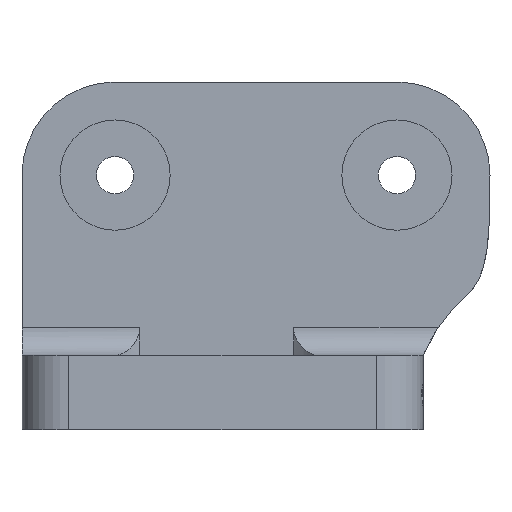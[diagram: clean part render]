
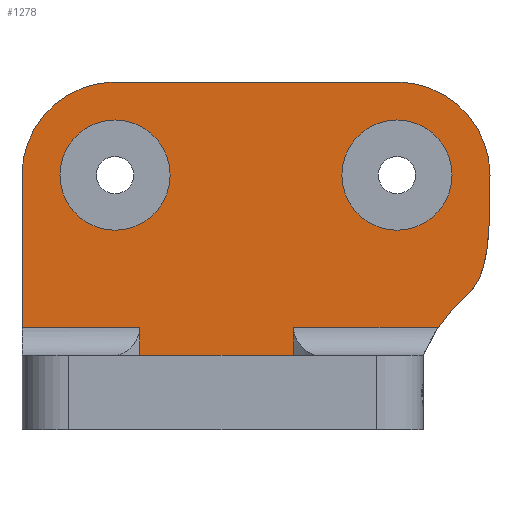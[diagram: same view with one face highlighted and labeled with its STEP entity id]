
A CAD part, left-side view. The second image highlights one B-rep face of the part: STEP entity #1278.
In plain terms, the highlighted planar face has unit normal (-1, 0, 0).
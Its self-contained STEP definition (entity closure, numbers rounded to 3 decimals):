
#20=FACE_BOUND('',#172,.T.);
#21=FACE_BOUND('',#173,.T.);
#30=(
BOUNDED_CURVE()
B_SPLINE_CURVE(5,(#4376,#4377,#4378,#4379,#4380,#4381,#4382,#4383,#4384,
#4385,#4386,#4387,#4388,#4389),.UNSPECIFIED.,.F.,.F.)
B_SPLINE_CURVE_WITH_KNOTS((6,1,1,1,1,1,1,1,1,6),(-0.845,-0.8,
-0.7,-0.6,-0.5,-0.4,-0.3,-0.2,-0.1,0.),.UNSPECIFIED.)
CURVE()
GEOMETRIC_REPRESENTATION_ITEM()
RATIONAL_B_SPLINE_CURVE((1.,1.,1.,1.,1.,1.,1.,1.,1.,1.,1.,1.,1.,1.))
REPRESENTATION_ITEM('')
);
#34=PLANE('',#1373);
#98=FACE_OUTER_BOUND('',#171,.T.);
#171=EDGE_LOOP('',(#1038,#1039,#1040,#1041,#1042,#1043,#1044,#1045,#1046,
#1047));
#172=EDGE_LOOP('',(#1048));
#173=EDGE_LOOP('',(#1049));
#224=CIRCLE('',#1374,10.);
#225=CIRCLE('',#1375,10.);
#226=CIRCLE('',#1376,5.925);
#227=CIRCLE('',#1377,5.925);
#361=LINE('',#4331,#434);
#367=LINE('',#4372,#440);
#368=LINE('',#4393,#441);
#369=LINE('',#4396,#442);
#370=LINE('',#4398,#443);
#371=LINE('',#4400,#444);
#372=LINE('',#4401,#445);
#434=VECTOR('',#1550,10.);
#440=VECTOR('',#1564,10.);
#441=VECTOR('',#1571,10.);
#442=VECTOR('',#1574,10.);
#443=VECTOR('',#1575,10.);
#444=VECTOR('',#1576,10.);
#445=VECTOR('',#1577,10.);
#556=VERTEX_POINT('',#4314);
#558=VERTEX_POINT('',#4330);
#564=VERTEX_POINT('',#4358);
#565=VERTEX_POINT('',#4371);
#566=VERTEX_POINT('',#4375);
#567=VERTEX_POINT('',#4390);
#568=VERTEX_POINT('',#4392);
#569=VERTEX_POINT('',#4394);
#570=VERTEX_POINT('',#4397);
#571=VERTEX_POINT('',#4399);
#572=VERTEX_POINT('',#4402);
#573=VERTEX_POINT('',#4404);
#723=EDGE_CURVE('',#556,#558,#361,.T.);
#733=EDGE_CURVE('',#564,#565,#367,.T.);
#735=EDGE_CURVE('',#556,#566,#30,.T.);
#736=EDGE_CURVE('',#567,#566,#224,.T.);
#737=EDGE_CURVE('',#568,#567,#368,.T.);
#738=EDGE_CURVE('',#569,#568,#225,.T.);
#739=EDGE_CURVE('',#569,#565,#369,.T.);
#740=EDGE_CURVE('',#564,#570,#370,.T.);
#741=EDGE_CURVE('',#570,#571,#371,.T.);
#742=EDGE_CURVE('',#571,#558,#372,.T.);
#743=EDGE_CURVE('',#572,#572,#226,.T.);
#744=EDGE_CURVE('',#573,#573,#227,.T.);
#1038=ORIENTED_EDGE('',*,*,#723,.F.);
#1039=ORIENTED_EDGE('',*,*,#735,.T.);
#1040=ORIENTED_EDGE('',*,*,#736,.F.);
#1041=ORIENTED_EDGE('',*,*,#737,.F.);
#1042=ORIENTED_EDGE('',*,*,#738,.F.);
#1043=ORIENTED_EDGE('',*,*,#739,.T.);
#1044=ORIENTED_EDGE('',*,*,#733,.F.);
#1045=ORIENTED_EDGE('',*,*,#740,.T.);
#1046=ORIENTED_EDGE('',*,*,#741,.T.);
#1047=ORIENTED_EDGE('',*,*,#742,.T.);
#1048=ORIENTED_EDGE('',*,*,#743,.T.);
#1049=ORIENTED_EDGE('',*,*,#744,.T.);
#1278=ADVANCED_FACE('',(#98,#20,#21),#34,.F.);
#1373=AXIS2_PLACEMENT_3D('',#4374,#1567,#1568);
#1374=AXIS2_PLACEMENT_3D('',#4391,#1569,#1570);
#1375=AXIS2_PLACEMENT_3D('',#4395,#1572,#1573);
#1376=AXIS2_PLACEMENT_3D('',#4403,#1578,#1579);
#1377=AXIS2_PLACEMENT_3D('',#4405,#1580,#1581);
#1550=DIRECTION('',(0.,1.,0.));
#1564=DIRECTION('',(0.,1.,0.));
#1567=DIRECTION('center_axis',(1.,0.,0.));
#1568=DIRECTION('ref_axis',(0.,0.,-1.));
#1569=DIRECTION('center_axis',(1.,0.,0.));
#1570=DIRECTION('ref_axis',(0.,0.,1.));
#1571=DIRECTION('',(0.,-1.,0.));
#1572=DIRECTION('center_axis',(1.,0.,0.));
#1573=DIRECTION('ref_axis',(0.,0.,-1.));
#1574=DIRECTION('',(0.,0.,-1.));
#1575=DIRECTION('',(0.,0.,-1.));
#1576=DIRECTION('',(0.,-1.,0.));
#1577=DIRECTION('',(0.,0.,1.));
#1578=DIRECTION('center_axis',(1.,0.,0.));
#1579=DIRECTION('ref_axis',(0.,0.,1.));
#1580=DIRECTION('center_axis',(1.,0.,0.));
#1581=DIRECTION('ref_axis',(0.,0.,1.));
#4314=CARTESIAN_POINT('',(-154.7,308.108,121.5));
#4330=CARTESIAN_POINT('',(-154.7,323.662,121.5));
#4331=CARTESIAN_POINT('',(-154.7,329.5,121.5));
#4358=CARTESIAN_POINT('',(-154.7,340.185,121.5));
#4371=CARTESIAN_POINT('',(-154.7,352.85,121.5));
#4372=CARTESIAN_POINT('',(-154.7,329.5,121.5));
#4374=CARTESIAN_POINT('Origin',(-154.7,327.7,137.888));
#4375=CARTESIAN_POINT('',(-154.7,302.55,137.888));
#4376=CARTESIAN_POINT('Ctrl Pts',(-154.7,308.108,121.5));
#4377=CARTESIAN_POINT('Ctrl Pts',(-154.7,308.01,121.65));
#4378=CARTESIAN_POINT('Ctrl Pts',(-154.7,307.695,122.116));
#4379=CARTESIAN_POINT('Ctrl Pts',(-154.7,307.16,122.835));
#4380=CARTESIAN_POINT('Ctrl Pts',(-154.7,306.402,123.695));
#4381=CARTESIAN_POINT('Ctrl Pts',(-154.7,305.437,124.58));
#4382=CARTESIAN_POINT('Ctrl Pts',(-154.7,304.432,125.486));
#4383=CARTESIAN_POINT('Ctrl Pts',(-154.7,303.629,126.721));
#4384=CARTESIAN_POINT('Ctrl Pts',(-154.7,303.055,128.485));
#4385=CARTESIAN_POINT('Ctrl Pts',(-154.7,302.7,130.886));
#4386=CARTESIAN_POINT('Ctrl Pts',(-154.7,302.565,133.347));
#4387=CARTESIAN_POINT('Ctrl Pts',(-154.7,302.533,135.499));
#4388=CARTESIAN_POINT('Ctrl Pts',(-154.7,302.539,137.069));
#4389=CARTESIAN_POINT('Ctrl Pts',(-154.7,302.55,137.888));
#4390=CARTESIAN_POINT('',(-154.7,312.55,147.888));
#4391=CARTESIAN_POINT('Origin',(-154.7,312.55,137.888));
#4392=CARTESIAN_POINT('',(-154.7,342.85,147.888));
#4393=CARTESIAN_POINT('',(-154.7,342.85,147.888));
#4394=CARTESIAN_POINT('',(-154.7,352.85,137.888));
#4395=CARTESIAN_POINT('Origin',(-154.7,342.85,137.888));
#4396=CARTESIAN_POINT('',(-154.7,352.85,110.5));
#4397=CARTESIAN_POINT('',(-154.7,340.185,118.5));
#4398=CARTESIAN_POINT('',(-154.7,340.185,110.5));
#4399=CARTESIAN_POINT('',(-154.7,323.662,118.5));
#4400=CARTESIAN_POINT('',(-154.7,309.75,118.5));
#4401=CARTESIAN_POINT('',(-154.7,323.662,110.5));
#4402=CARTESIAN_POINT('',(-154.7,342.85,131.963));
#4403=CARTESIAN_POINT('Origin',(-154.7,342.85,137.888));
#4404=CARTESIAN_POINT('',(-154.7,312.55,131.963));
#4405=CARTESIAN_POINT('Origin',(-154.7,312.55,137.888));
